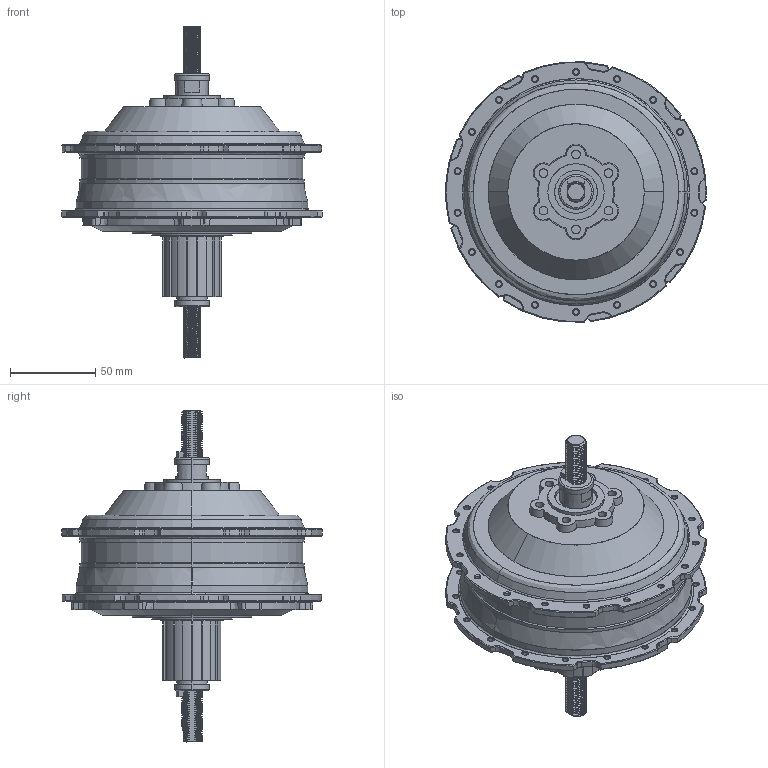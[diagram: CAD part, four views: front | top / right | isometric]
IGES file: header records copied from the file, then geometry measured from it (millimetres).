
Start section: SolidWorks IGES file using analytic representation for surfaces
Global section: file name: SX2 Assy.IGS; native system: SolidWorks 2014; preprocessor: SolidWorks 2014; author: Justin; date: 200915.165053; units: millimetre
Bounding box: 153 x 152.67 x 194.75 mm (x, y, z)
Surface area: 83875 mm2 (no closed solid volume)
Topology: 0 solids, 0 shells, 1229 faces, 14843 edges, 14843 vertices
Faces by surface type: revolution 676, bspline 553
